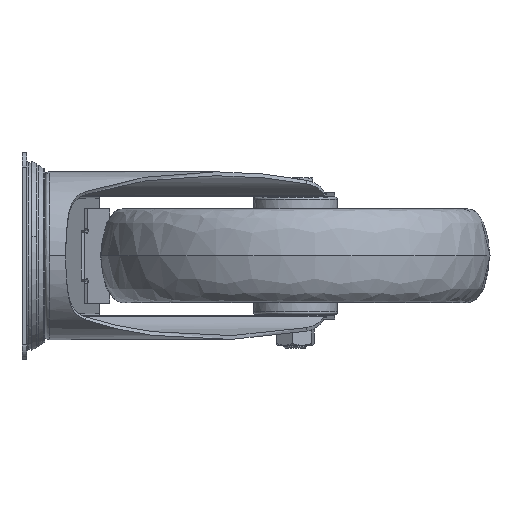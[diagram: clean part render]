
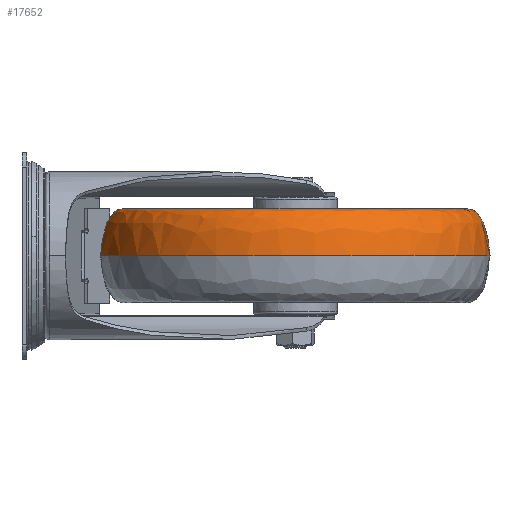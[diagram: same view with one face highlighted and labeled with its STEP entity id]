
A CAD part, left-side view. The second image highlights one B-rep face of the part: STEP entity #17652.
In plain terms, the highlighted free-form (B-spline) face has degree [3, 3] with [4, 4] control points.
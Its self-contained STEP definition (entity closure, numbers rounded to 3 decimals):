
#1312 = DIRECTION ( 'NONE',  ( -0.104, 0.995, 0. ) ) ;
#1378 = FACE_OUTER_BOUND ( 'NONE', #14864, .T. ) ;
#2307 = CARTESIAN_POINT ( 'NONE',  ( 38.125, -45.277, 24.134 ) ) ;
#2540 = CARTESIAN_POINT ( 'NONE',  ( -161.29, -61.276, 0.134 ) ) ;
#3924 = DIRECTION ( 'NONE',  ( 0.104, -0.995, 0. ) ) ;
#5045 = CARTESIAN_POINT ( 'NONE',  ( 38.824, -51.977, 24.134 ) ) ;
#5521 = CARTESIAN_POINT ( 'NONE',  ( -140.554, -260.198, 14.193 ) ) ;
#5960 = CARTESIAN_POINT ( 'NONE',  ( 37.632, -40.539, 0.134 ) ) ;
#7843 = CARTESIAN_POINT ( 'NONE',  ( 58.368, -239.461, 0.134 ) ) ;
#8199 = DIRECTION ( 'NONE',  ( 0., 0., 1. ) ) ;
#9390 = CARTESIAN_POINT ( 'NONE',  ( -137.222, -70.329, 24.134 ) ) ;
#10181 = CARTESIAN_POINT ( 'NONE',  ( 37.632, -40.539, 0.134 ) ) ;
#11230 = CARTESIAN_POINT ( 'NONE',  ( 38.824, -51.977, 24.134 ) ) ;
#12595 = CARTESIAN_POINT ( 'NONE',  ( 57.176, -228.023, 24.134 ) ) ;
#13110 = EDGE_CURVE ( 'NONE', #30131, #19385, #14112, .T. ) ;
#14112 =( BOUNDED_CURVE ( )  B_SPLINE_CURVE ( 3, ( #10181, #34644, #24122, #11230 ),
 .UNSPECIFIED., .F., .F. ) 
 B_SPLINE_CURVE_WITH_KNOTS ( ( 4, 4 ),
 ( 4.712, 6.283 ),
 .UNSPECIFIED. ) 
 CURVE ( )  GEOMETRIC_REPRESENTATION_ITEM ( )  RATIONAL_B_SPLINE_CURVE ( ( 1., 0.805, 0.805, 1. ) ) 
 REPRESENTATION_ITEM ( '' )  );
#14368 = CARTESIAN_POINT ( 'NONE',  ( 57.176, -228.023, 24.134 ) ) ;
#14824 = CARTESIAN_POINT ( 'NONE',  ( 58.368, -239.461, 14.193 ) ) ;
#14864 = EDGE_LOOP ( 'NONE', ( #44485, #20633, #44453, #16476 ) ) ;
#16039 = CARTESIAN_POINT ( 'NONE',  ( 37.632, -40.539, 14.193 ) ) ;
#16476 = ORIENTED_EDGE ( 'NONE', *, *, #26746, .F. ) ;
#16515 = CARTESIAN_POINT ( 'NONE',  ( -131.572, -254.472, 24.134 ) ) ;
#16563 = VERTEX_POINT ( 'NONE', #24834 ) ;
#17383 = EDGE_CURVE ( 'NONE', #30131, #27586, #38241, .T. ) ;
#17652 = ADVANCED_FACE ( 'NONE', ( #1378 ), #42027, .F. ) ;
#18738 = EDGE_CURVE ( 'NONE', #16563, #27586, #45261, .T. ) ;
#19138 = AXIS2_PLACEMENT_3D ( 'NONE', #26295, #8199, #1312 ) ;
#19385 = VERTEX_POINT ( 'NONE', #5045 ) ;
#20612 = CARTESIAN_POINT ( 'NONE',  ( 48., -140., 0.134 ) ) ;
#20633 = ORIENTED_EDGE ( 'NONE', *, *, #17383, .T. ) ;
#23355 = CARTESIAN_POINT ( 'NONE',  ( -118.87, -246.375, 24.134 ) ) ;
#24122 = CARTESIAN_POINT ( 'NONE',  ( 38.125, -45.277, 24.134 ) ) ;
#24834 = CARTESIAN_POINT ( 'NONE',  ( 57.176, -228.023, 24.134 ) ) ;
#26295 = CARTESIAN_POINT ( 'NONE',  ( 48., -140., 24.134 ) ) ;
#26579 = CARTESIAN_POINT ( 'NONE',  ( 58.368, -239.461, 14.193 ) ) ;
#26746 = EDGE_CURVE ( 'NONE', #19385, #16563, #32973, .T. ) ;
#27586 = VERTEX_POINT ( 'NONE', #7843 ) ;
#28804 = CARTESIAN_POINT ( 'NONE',  ( 58.368, -239.461, 0.134 ) ) ;
#29999 = CARTESIAN_POINT ( 'NONE',  ( -161.29, -61.276, 14.193 ) ) ;
#30131 = VERTEX_POINT ( 'NONE', #44727 ) ;
#31828 = DIRECTION ( 'NONE',  ( 0., 0., 1. ) ) ;
#32973 = CIRCLE ( 'NONE', #19138, 88.5 ) ;
#34644 = CARTESIAN_POINT ( 'NONE',  ( 37.632, -40.539, 14.193 ) ) ;
#36037 = AXIS2_PLACEMENT_3D ( 'NONE', #20612, #31828, #3924 ) ;
#37285 = CARTESIAN_POINT ( 'NONE',  ( 57.875, -234.723, 24.134 ) ) ;
#38241 = CIRCLE ( 'NONE', #36037, 100. ) ;
#40268 = CARTESIAN_POINT ( 'NONE',  ( -151.321, -65.026, 24.134 ) ) ;
#40496 = CARTESIAN_POINT ( 'NONE',  ( -140.554, -260.198, 0.134 ) ) ;
#40726 = CARTESIAN_POINT ( 'NONE',  ( 38.824, -51.977, 24.134 ) ) ;
#42027 =( BOUNDED_SURFACE ( )  B_SPLINE_SURFACE ( 3, 3, ( 
 ( #12595, #23355, #9390, #40726 ),
 ( #37285, #16515, #40268, #2307 ),
 ( #26579, #5521, #29999, #16039 ),
 ( #43983, #40496, #2540, #5960 ) ),
 .UNSPECIFIED., .F., .F., .F. ) 
 B_SPLINE_SURFACE_WITH_KNOTS ( ( 4, 4 ),
 ( 4, 4 ),
 ( 0., 1. ),
 ( 0., 1. ),
 .UNSPECIFIED. ) 
 GEOMETRIC_REPRESENTATION_ITEM ( )  RATIONAL_B_SPLINE_SURFACE ( (
 ( 1., 0.333, 0.333, 1.),
 ( 0.805, 0.268, 0.268, 0.805),
 ( 0.805, 0.268, 0.268, 0.805),
 ( 1., 0.333, 0.333, 1.) ) ) 
 REPRESENTATION_ITEM ( '' )  SURFACE ( )  );
#42071 = CARTESIAN_POINT ( 'NONE',  ( 57.875, -234.723, 24.134 ) ) ;
#43983 = CARTESIAN_POINT ( 'NONE',  ( 58.368, -239.461, 0.134 ) ) ;
#44453 = ORIENTED_EDGE ( 'NONE', *, *, #18738, .F. ) ;
#44485 = ORIENTED_EDGE ( 'NONE', *, *, #13110, .F. ) ;
#44727 = CARTESIAN_POINT ( 'NONE',  ( 37.632, -40.539, 0.134 ) ) ;
#45261 =( BOUNDED_CURVE ( )  B_SPLINE_CURVE ( 3, ( #14368, #42071, #14824, #28804 ),
 .UNSPECIFIED., .F., .F. ) 
 B_SPLINE_CURVE_WITH_KNOTS ( ( 4, 4 ),
 ( 0., 1.571 ),
 .UNSPECIFIED. ) 
 CURVE ( )  GEOMETRIC_REPRESENTATION_ITEM ( )  RATIONAL_B_SPLINE_CURVE ( ( 1., 0.805, 0.805, 1. ) ) 
 REPRESENTATION_ITEM ( '' )  );
